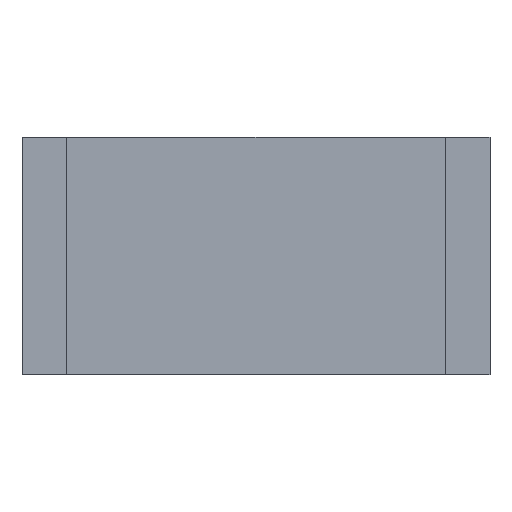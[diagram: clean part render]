
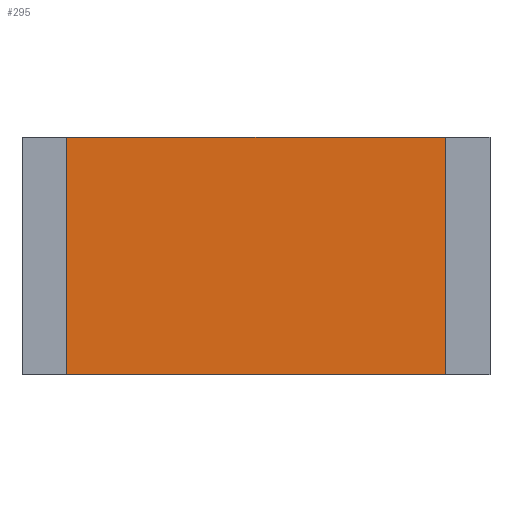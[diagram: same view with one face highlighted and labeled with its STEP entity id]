
A CAD part, front view. The second image highlights one B-rep face of the part: STEP entity #295.
In plain terms, the highlighted planar face has unit normal (0, -1, 0).
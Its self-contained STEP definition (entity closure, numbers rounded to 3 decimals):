
#4 = ORIENTED_EDGE ( 'NONE', *, *, #174, .F. ) ;
#40 = VECTOR ( 'NONE', #254, 1000. ) ;
#68 = EDGE_CURVE ( 'NONE', #232, #919, #453, .T. ) ;
#75 = EDGE_CURVE ( 'NONE', #606, #919, #623, .T. ) ;
#85 = FACE_OUTER_BOUND ( 'NONE', #911, .T. ) ;
#87 = LINE ( 'NONE', #901, #293 ) ;
#102 = EDGE_CURVE ( 'NONE', #577, #232, #638, .T. ) ;
#115 = CARTESIAN_POINT ( 'NONE',  ( -3.115, 0.035, -7.862 ) ) ;
#146 = CARTESIAN_POINT ( 'NONE',  ( -3.115, 0.035, 1.6 ) ) ;
#174 = EDGE_CURVE ( 'NONE', #577, #606, #87, .T. ) ;
#179 = CARTESIAN_POINT ( 'NONE',  ( -3.115, 0.035, -1.6 ) ) ;
#232 = VERTEX_POINT ( 'NONE', #487 ) ;
#254 = DIRECTION ( 'NONE',  ( 1., 0., 0. ) ) ;
#293 = VECTOR ( 'NONE', #551, 1000. ) ;
#295 = ADVANCED_FACE ( 'NONE', ( #85 ), #915, .T. ) ;
#332 = DIRECTION ( 'NONE',  ( 1., 0., 0. ) ) ;
#359 = DIRECTION ( 'NONE',  ( 0., 0., 1. ) ) ;
#395 = ORIENTED_EDGE ( 'NONE', *, *, #75, .F. ) ;
#453 = LINE ( 'NONE', #590, #673 ) ;
#487 = CARTESIAN_POINT ( 'NONE',  ( 3.115, 0.035, -1.6 ) ) ;
#510 = ORIENTED_EDGE ( 'NONE', *, *, #102, .T. ) ;
#515 = DIRECTION ( 'NONE',  ( 1., 0., 0. ) ) ;
#551 = DIRECTION ( 'NONE',  ( 0., 0., 1. ) ) ;
#577 = VERTEX_POINT ( 'NONE', #813 ) ;
#590 = CARTESIAN_POINT ( 'NONE',  ( 3.115, 0.035, -7.862 ) ) ;
#606 = VERTEX_POINT ( 'NONE', #880 ) ;
#608 = ORIENTED_EDGE ( 'NONE', *, *, #68, .T. ) ;
#623 = LINE ( 'NONE', #146, #926 ) ;
#638 = LINE ( 'NONE', #179, #40 ) ;
#673 = VECTOR ( 'NONE', #359, 1000. ) ;
#693 = AXIS2_PLACEMENT_3D ( 'NONE', #115, #798, #515 ) ;
#798 = DIRECTION ( 'NONE',  ( 0., -1., 0. ) ) ;
#813 = CARTESIAN_POINT ( 'NONE',  ( -3.115, 0.035, -1.6 ) ) ;
#880 = CARTESIAN_POINT ( 'NONE',  ( -3.115, 0.035, 1.6 ) ) ;
#901 = CARTESIAN_POINT ( 'NONE',  ( -3.115, 0.035, -7.862 ) ) ;
#911 = EDGE_LOOP ( 'NONE', ( #4, #510, #608, #395 ) ) ;
#915 = PLANE ( 'NONE',  #693 ) ;
#919 = VERTEX_POINT ( 'NONE', #924 ) ;
#924 = CARTESIAN_POINT ( 'NONE',  ( 3.115, 0.035, 1.6 ) ) ;
#926 = VECTOR ( 'NONE', #332, 1000. ) ;
